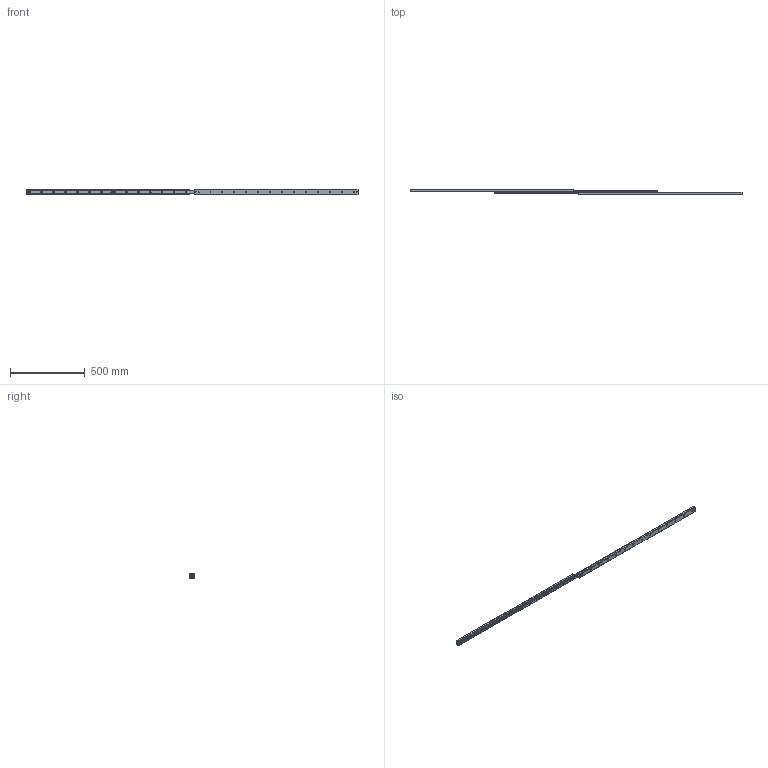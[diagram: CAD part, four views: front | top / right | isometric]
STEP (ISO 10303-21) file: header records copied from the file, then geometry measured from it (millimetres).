
FILE_DESCRIPTION((''),'2;1');
FILE_NAME('LCAD 35-1090.stp','2016-01-14T13:31:18',('MRathmann'),(''),'Autodesk Inventor 2012','Autodesk Inventor 2012','');
FILE_SCHEMA(('CONFIG_CONTROL_DESIGN'));
Length unit declared in the file: millimetre
Products named in the file (8): LCAD 35-1090.iam (Detailgenauigkeit1); LCM 35-1090; LLMG 35-1090; LLMD 35-1090; KF.LCA 35-0524.GZ; + AS.L 35 5x3,2; + AS.L 35 M5x3,2; + VKB.L 35 5x10
Assembly tree (16 placements, depth 2):
  LCAD 35-1090.iam (Detailgenauigkeit1)
    LCM 35-1090  x2
    LLMG 35-1090
    LLMD 35-1090
    KF.LCA 35-0524.GZ  x2
    + AS.L 35 5x3,2  x4
    + AS.L 35 M5x3,2  x2
    + VKB.L 35 5x10  x4
Bounding box: 2217 x 34 x 35 mm (x, y, z)
Volume: 810772.7 mm3; surface area: 496504.3 mm2
Topology: 16 solids, 16 shells, 400 faces, 980 edges, 618 vertices
Faces by surface type: plane 178, cylinder 156, cone 66
Full cylindrical faces by diameter (mm): 4.134 x4, 4.8 x4, 4.917 x14, 5 x14, 6 x6, 6.5 x14, 6.6 x28
Entity records: 7438 total; most frequent: CARTESIAN_POINT 1343, DIRECTION 1284, ORIENTED_EDGE 1020, AXIS2_PLACEMENT_3D 523, EDGE_CURVE 510, EDGE_LOOP 448, VERTEX_POINT 386, CIRCLE 260
